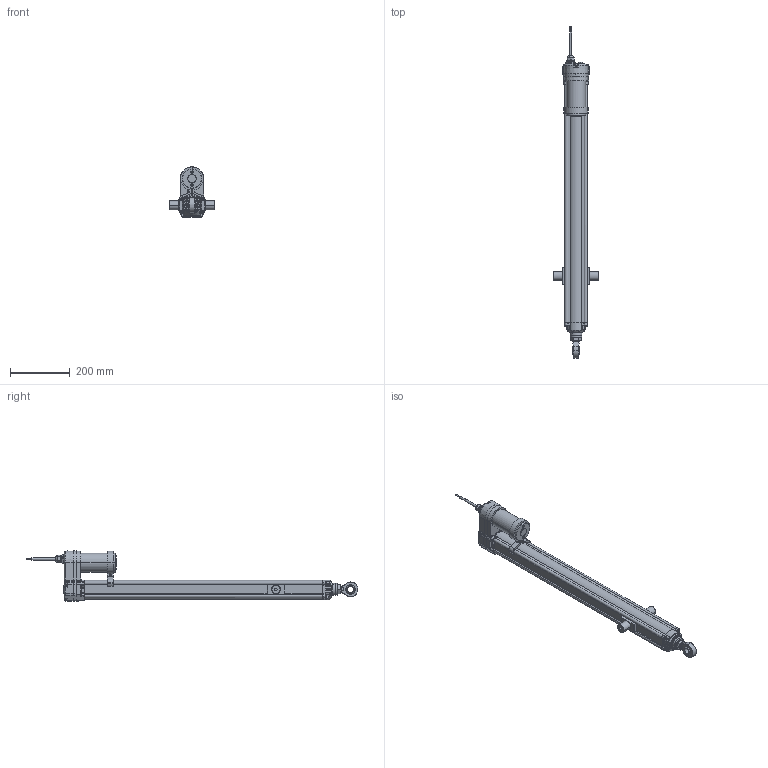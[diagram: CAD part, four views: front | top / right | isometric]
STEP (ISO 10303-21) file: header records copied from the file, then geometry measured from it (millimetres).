
FILE_DESCRIPTION (( 'STEP AP214' ), '1' );
FILE_NAME ('828 三维模型20200717.STEP', '2020-07-17T06:32:21', ( '' ), ( '' ), 'SwSTEP 2.0', 'SolidWorks 2016', '' );
FILE_SCHEMA (( 'AUTOMOTIVE_DESIGN' ));
Length unit declared in the file: millimetre
Products named in the file (1): 828 三维模型20200717
Bounding box: 152 x 1113 x 168.65 mm (x, y, z)
Volume: 4756681 mm3; surface area: 359777.3 mm2
Topology: 2 solids, 2 shells, 1622 faces, 3985 edges, 2351 vertices
Faces by surface type: cylinder 568, plane 499, bspline 342, torus 113, cone 72, sphere 28
Entity records: 65920 total; most frequent: CARTESIAN_POINT 20757, ORIENTED_EDGE 7832, DIRECTION 6928, EDGE_CURVE 3916, AXIS2_PLACEMENT_3D 2658, VERTEX_POINT 2351, EDGE_LOOP 1699, ADVANCED_FACE 1622
